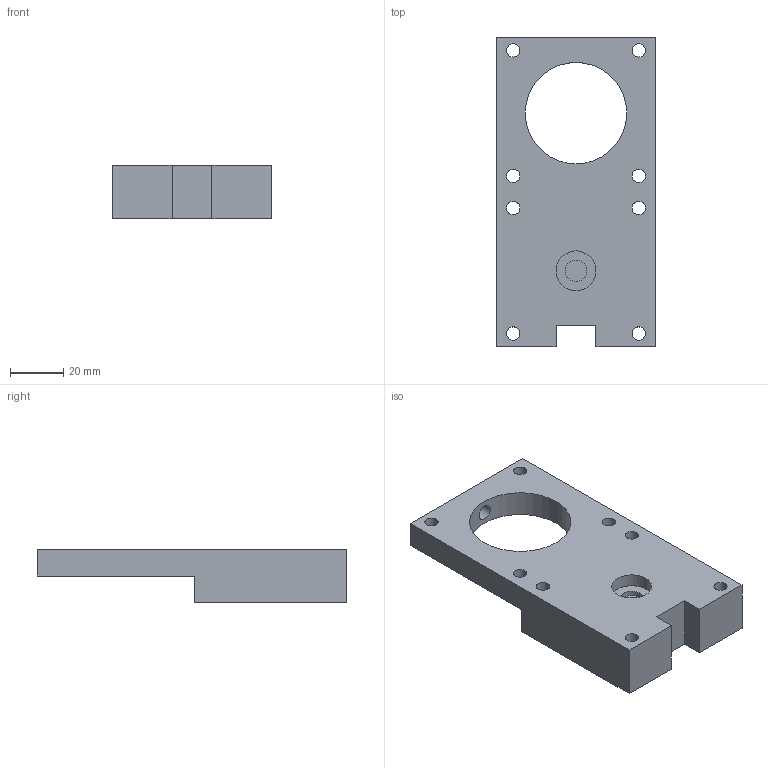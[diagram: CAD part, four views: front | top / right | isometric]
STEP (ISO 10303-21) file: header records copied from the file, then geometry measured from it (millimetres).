
FILE_DESCRIPTION(('CATIA V5 STEP Exchange'),'2;1');
FILE_NAME('supportMoteurPasPasJPAGNOT.stp','2016-01-09T16:33:01+00:00',('none'),('none'),'CATIA Version 5 Release 20 GA (IN-10)','CATIA V5 STEP AP203','none');
FILE_SCHEMA(('CONFIG_CONTROL_DESIGN'));
Length unit declared in the file: millimetre
Products named in the file (1): cale
Bounding box: 60 x 116.37 x 20 mm (x, y, z)
Volume: 86692.1 mm3; surface area: 20812.7 mm2
Topology: 1 solids, 1 shells, 38 faces, 102 edges, 68 vertices
Faces by surface type: cylinder 24, plane 14
Entity records: 1195 total; most frequent: CARTESIAN_POINT 212, ORIENTED_EDGE 204, DIRECTION 150, EDGE_CURVE 102, AXIS2_PLACEMENT_3D 72, VERTEX_POINT 68, EDGE_LOOP 60, VECTOR 54
